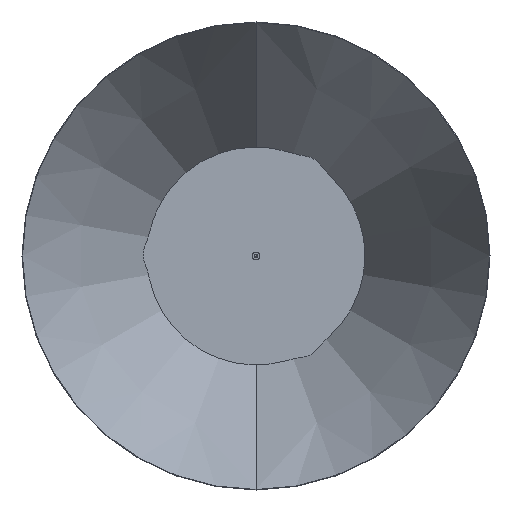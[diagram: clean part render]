
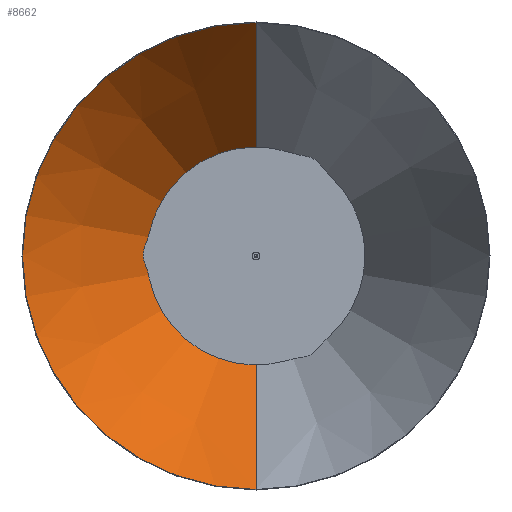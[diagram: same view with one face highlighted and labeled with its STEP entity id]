
A CAD part, front view. The second image highlights one B-rep face of the part: STEP entity #8662.
In plain terms, the highlighted conical face has half-angle 29.921 degrees and reference radius 589.2 mm.
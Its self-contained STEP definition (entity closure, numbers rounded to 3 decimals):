
#869 = DIRECTION ( 'NONE',  ( 0., 1., 0. ) ) ;
#2328 = EDGE_CURVE ( 'NONE', #31680, #50791, #56115, .T. ) ;
#3120 = DIRECTION ( 'NONE',  ( 0., 0., -1. ) ) ;
#4242 = CONICAL_SURFACE ( 'NONE', #49400, 589.2, 0.522 ) ;
#7113 = CARTESIAN_POINT ( 'NONE',  ( 0., -980.748, 0. ) ) ;
#8639 = VECTOR ( 'NONE', #57705, 1000. ) ;
#8662 = ADVANCED_FACE ( 'NONE', ( #35715 ), #4242, .F. ) ;
#11578 = DIRECTION ( 'NONE',  ( 0., -1., 0. ) ) ;
#12958 = EDGE_CURVE ( 'NONE', #50791, #44607, #28244, .T. ) ;
#13141 = ORIENTED_EDGE ( 'NONE', *, *, #2328, .T. ) ;
#14367 = CARTESIAN_POINT ( 'NONE',  ( 0., -0.748, 0. ) ) ;
#14872 = VECTOR ( 'NONE', #16733, 1000. ) ;
#16733 = DIRECTION ( 'NONE',  ( 0., -0.867, -0.499 ) ) ;
#18779 = AXIS2_PLACEMENT_3D ( 'NONE', #56038, #41765, #41958 ) ;
#25479 = ORIENTED_EDGE ( 'NONE', *, *, #12958, .T. ) ;
#28244 = LINE ( 'NONE', #35606, #8639 ) ;
#30339 = EDGE_LOOP ( 'NONE', ( #13141, #25479, #44692, #50959 ) ) ;
#31680 = VERTEX_POINT ( 'NONE', #50142 ) ;
#31847 = CIRCLE ( 'NONE', #18779, 589.2 ) ;
#32364 = LINE ( 'NONE', #52841, #14872 ) ;
#33607 = EDGE_CURVE ( 'NONE', #31680, #38577, #32364, .T. ) ;
#35606 = CARTESIAN_POINT ( 'NONE',  ( 0., -980.748, 589.2 ) ) ;
#35715 = FACE_OUTER_BOUND ( 'NONE', #30339, .T. ) ;
#38312 = EDGE_CURVE ( 'NONE', #38577, #44607, #31847, .T. ) ;
#38577 = VERTEX_POINT ( 'NONE', #53262 ) ;
#41765 = DIRECTION ( 'NONE',  ( 0., 1., 0. ) ) ;
#41958 = DIRECTION ( 'NONE',  ( 0., 0., 1. ) ) ;
#44607 = VERTEX_POINT ( 'NONE', #50031 ) ;
#44692 = ORIENTED_EDGE ( 'NONE', *, *, #38312, .F. ) ;
#45810 = DIRECTION ( 'NONE',  ( 0., 0., 1. ) ) ;
#49400 = AXIS2_PLACEMENT_3D ( 'NONE', #7113, #11578, #3120 ) ;
#50031 = CARTESIAN_POINT ( 'NONE',  ( 0., -980.748, 589.2 ) ) ;
#50142 = CARTESIAN_POINT ( 'NONE',  ( 0., -0.748, -25.2 ) ) ;
#50791 = VERTEX_POINT ( 'NONE', #51821 ) ;
#50959 = ORIENTED_EDGE ( 'NONE', *, *, #33607, .F. ) ;
#51821 = CARTESIAN_POINT ( 'NONE',  ( 0., -0.748, 25.2 ) ) ;
#52841 = CARTESIAN_POINT ( 'NONE',  ( 0., -980.748, -589.2 ) ) ;
#53262 = CARTESIAN_POINT ( 'NONE',  ( 0., -980.748, -589.2 ) ) ;
#54429 = AXIS2_PLACEMENT_3D ( 'NONE', #14367, #869, #45810 ) ;
#56038 = CARTESIAN_POINT ( 'NONE',  ( 0., -980.748, 0. ) ) ;
#56115 = CIRCLE ( 'NONE', #54429, 25.2 ) ;
#57705 = DIRECTION ( 'NONE',  ( 0., -0.867, 0.499 ) ) ;
